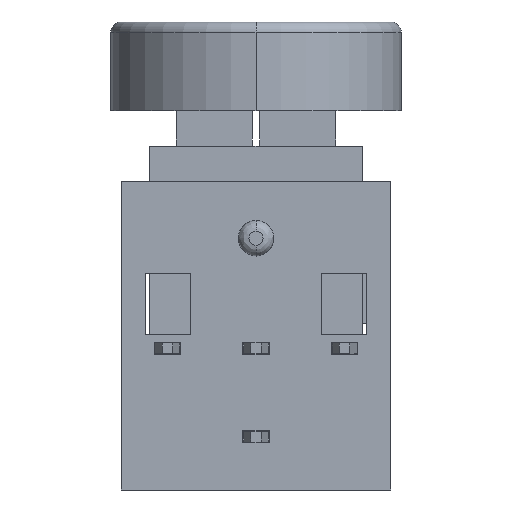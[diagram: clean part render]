
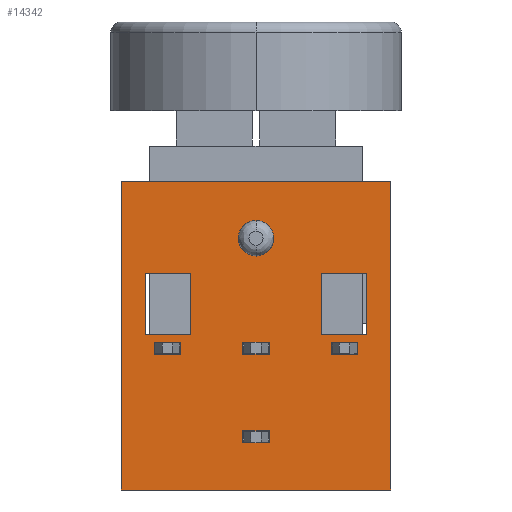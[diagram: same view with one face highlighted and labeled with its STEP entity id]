
A CAD part, front view. The second image highlights one B-rep face of the part: STEP entity #14342.
In plain terms, the highlighted planar face has unit normal (0, -1, 0).
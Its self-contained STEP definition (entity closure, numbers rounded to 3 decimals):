
#3091=DIRECTION('',(0.,0.,1.));
#3092=VECTOR('',#3091,8.7);
#3093=CARTESIAN_POINT('',(-3.8,0.,-4.35));
#3094=LINE('',#3093,#3092);
#3095=DIRECTION('',(1.,0.,0.));
#3096=VECTOR('',#3095,7.6);
#3097=CARTESIAN_POINT('',(-3.8,0.,4.35));
#3098=LINE('',#3097,#3096);
#3099=DIRECTION('',(0.,0.,-1.));
#3100=VECTOR('',#3099,8.7);
#3101=CARTESIAN_POINT('',(3.8,0.,4.35));
#3102=LINE('',#3101,#3100);
#3103=DIRECTION('',(-1.,0.,0.));
#3104=VECTOR('',#3103,7.6);
#3105=CARTESIAN_POINT('',(3.8,0.,-4.35));
#3106=LINE('',#3105,#3104);
#3107=CARTESIAN_POINT('',(0.,0.,2.75));
#3108=DIRECTION('',(0.,-1.,0.));
#3109=DIRECTION('',(0.,0.,1.));
#3110=AXIS2_PLACEMENT_3D('',#3107,#3108,#3109);
#3112=CARTESIAN_POINT('',(0.,0.,2.75));
#3113=DIRECTION('',(0.,-1.,0.));
#3114=DIRECTION('',(0.,0.,-1.));
#3115=AXIS2_PLACEMENT_3D('',#3112,#3113,#3114);
#3117=DIRECTION('',(-1.,0.,0.));
#3118=VECTOR('',#3117,0.74);
#3119=CARTESIAN_POINT('',(0.37,0.,-2.68));
#3120=LINE('',#3119,#3118);
#3121=DIRECTION('',(0.,0.,-1.));
#3122=VECTOR('',#3121,0.34);
#3123=CARTESIAN_POINT('',(-0.37,0.,-2.68));
#3124=LINE('',#3123,#3122);
#3125=DIRECTION('',(1.,0.,0.));
#3126=VECTOR('',#3125,0.74);
#3127=CARTESIAN_POINT('',(-0.37,0.,-3.02));
#3128=LINE('',#3127,#3126);
#3129=DIRECTION('',(0.,0.,1.));
#3130=VECTOR('',#3129,0.34);
#3131=CARTESIAN_POINT('',(0.37,0.,-3.02));
#3132=LINE('',#3131,#3130);
#3133=DIRECTION('',(0.,0.,-1.));
#3134=VECTOR('',#3133,0.34);
#3135=CARTESIAN_POINT('',(-2.87,0.,-0.18));
#3136=LINE('',#3135,#3134);
#3137=DIRECTION('',(1.,0.,0.));
#3138=VECTOR('',#3137,0.74);
#3139=CARTESIAN_POINT('',(-2.87,0.,-0.52));
#3140=LINE('',#3139,#3138);
#3141=DIRECTION('',(0.,0.,1.));
#3142=VECTOR('',#3141,0.34);
#3143=CARTESIAN_POINT('',(-2.13,0.,-0.52));
#3144=LINE('',#3143,#3142);
#3145=DIRECTION('',(-1.,0.,0.));
#3146=VECTOR('',#3145,0.74);
#3147=CARTESIAN_POINT('',(-2.13,0.,-0.18));
#3148=LINE('',#3147,#3146);
#3149=DIRECTION('',(0.,0.,-1.));
#3150=VECTOR('',#3149,0.34);
#3151=CARTESIAN_POINT('',(-0.37,0.,-0.18));
#3152=LINE('',#3151,#3150);
#3153=DIRECTION('',(1.,0.,0.));
#3154=VECTOR('',#3153,0.74);
#3155=CARTESIAN_POINT('',(-0.37,0.,-0.52));
#3156=LINE('',#3155,#3154);
#3157=DIRECTION('',(0.,0.,1.));
#3158=VECTOR('',#3157,0.34);
#3159=CARTESIAN_POINT('',(0.37,0.,-0.52));
#3160=LINE('',#3159,#3158);
#3161=DIRECTION('',(-1.,0.,0.));
#3162=VECTOR('',#3161,0.74);
#3163=CARTESIAN_POINT('',(0.37,0.,-0.18));
#3164=LINE('',#3163,#3162);
#3165=DIRECTION('',(0.,0.,-1.));
#3166=VECTOR('',#3165,0.34);
#3167=CARTESIAN_POINT('',(2.13,0.,-0.18));
#3168=LINE('',#3167,#3166);
#3169=DIRECTION('',(1.,0.,0.));
#3170=VECTOR('',#3169,0.74);
#3171=CARTESIAN_POINT('',(2.13,0.,-0.52));
#3172=LINE('',#3171,#3170);
#3173=DIRECTION('',(0.,0.,1.));
#3174=VECTOR('',#3173,0.34);
#3175=CARTESIAN_POINT('',(2.87,0.,-0.52));
#3176=LINE('',#3175,#3174);
#3177=DIRECTION('',(-1.,0.,0.));
#3178=VECTOR('',#3177,0.74);
#3179=CARTESIAN_POINT('',(2.87,0.,-0.18));
#3180=LINE('',#3179,#3178);
#3181=DIRECTION('',(0.,0.,1.));
#3182=VECTOR('',#3181,1.73);
#3183=CARTESIAN_POINT('',(3.13,0.,0.04));
#3184=LINE('',#3183,#3182);
#3185=DIRECTION('',(-1.,0.,0.));
#3186=VECTOR('',#3185,1.29);
#3187=CARTESIAN_POINT('',(3.13,0.,1.77));
#3188=LINE('',#3187,#3186);
#3189=DIRECTION('',(0.,0.,-1.));
#3190=VECTOR('',#3189,1.73);
#3191=CARTESIAN_POINT('',(1.84,0.,1.77));
#3192=LINE('',#3191,#3190);
#3193=DIRECTION('',(1.,0.,0.));
#3194=VECTOR('',#3193,1.29);
#3195=CARTESIAN_POINT('',(1.84,0.,0.04));
#3196=LINE('',#3195,#3194);
#3197=DIRECTION('',(1.,0.,0.));
#3198=VECTOR('',#3197,1.29);
#3199=CARTESIAN_POINT('',(-3.13,0.,0.04));
#3200=LINE('',#3199,#3198);
#3201=DIRECTION('',(0.,0.,1.));
#3202=VECTOR('',#3201,1.73);
#3203=CARTESIAN_POINT('',(-1.84,0.,0.04));
#3204=LINE('',#3203,#3202);
#3205=DIRECTION('',(-1.,0.,0.));
#3206=VECTOR('',#3205,1.29);
#3207=CARTESIAN_POINT('',(-1.84,0.,1.77));
#3208=LINE('',#3207,#3206);
#3209=DIRECTION('',(0.,0.,-1.));
#3210=VECTOR('',#3209,1.73);
#3211=CARTESIAN_POINT('',(-3.13,0.,1.77));
#3212=LINE('',#3211,#3210);
#8973=CARTESIAN_POINT('',(-3.8,0.,-4.35));
#8974=CARTESIAN_POINT('',(-3.8,0.,4.35));
#8975=VERTEX_POINT('',#8973);
#8976=VERTEX_POINT('',#8974);
#8977=CARTESIAN_POINT('',(3.8,0.,4.35));
#8978=VERTEX_POINT('',#8977);
#8979=CARTESIAN_POINT('',(3.8,0.,-4.35));
#8980=VERTEX_POINT('',#8979);
#9233=CARTESIAN_POINT('',(0.,0.,3.25));
#9234=CARTESIAN_POINT('',(0.,0.,2.25));
#9235=VERTEX_POINT('',#9233);
#9236=VERTEX_POINT('',#9234);
#9373=CARTESIAN_POINT('',(0.37,0.,-2.68));
#9374=CARTESIAN_POINT('',(-0.37,0.,-2.68));
#9375=VERTEX_POINT('',#9373);
#9376=VERTEX_POINT('',#9374);
#9377=CARTESIAN_POINT('',(-0.37,0.,-3.02));
#9378=VERTEX_POINT('',#9377);
#9379=CARTESIAN_POINT('',(0.37,0.,-3.02));
#9380=VERTEX_POINT('',#9379);
#9381=CARTESIAN_POINT('',(-2.87,0.,-0.18));
#9382=CARTESIAN_POINT('',(-2.87,0.,-0.52));
#9383=VERTEX_POINT('',#9381);
#9384=VERTEX_POINT('',#9382);
#9385=CARTESIAN_POINT('',(-2.13,0.,-0.52));
#9386=VERTEX_POINT('',#9385);
#9387=CARTESIAN_POINT('',(-2.13,0.,-0.18));
#9388=VERTEX_POINT('',#9387);
#9389=CARTESIAN_POINT('',(-0.37,0.,-0.18));
#9390=CARTESIAN_POINT('',(-0.37,0.,-0.52));
#9391=VERTEX_POINT('',#9389);
#9392=VERTEX_POINT('',#9390);
#9393=CARTESIAN_POINT('',(0.37,0.,-0.52));
#9394=VERTEX_POINT('',#9393);
#9395=CARTESIAN_POINT('',(0.37,0.,-0.18));
#9396=VERTEX_POINT('',#9395);
#9397=CARTESIAN_POINT('',(2.13,0.,-0.18));
#9398=CARTESIAN_POINT('',(2.13,0.,-0.52));
#9399=VERTEX_POINT('',#9397);
#9400=VERTEX_POINT('',#9398);
#9401=CARTESIAN_POINT('',(2.87,0.,-0.52));
#9402=VERTEX_POINT('',#9401);
#9403=CARTESIAN_POINT('',(2.87,0.,-0.18));
#9404=VERTEX_POINT('',#9403);
#9473=CARTESIAN_POINT('',(3.13,0.,0.04));
#9474=CARTESIAN_POINT('',(3.13,0.,1.77));
#9475=VERTEX_POINT('',#9473);
#9476=VERTEX_POINT('',#9474);
#9477=CARTESIAN_POINT('',(1.84,0.,1.77));
#9478=VERTEX_POINT('',#9477);
#9479=CARTESIAN_POINT('',(1.84,0.,0.04));
#9480=VERTEX_POINT('',#9479);
#9481=CARTESIAN_POINT('',(-3.13,0.,0.04));
#9482=CARTESIAN_POINT('',(-1.84,0.,0.04));
#9483=VERTEX_POINT('',#9481);
#9484=VERTEX_POINT('',#9482);
#9485=CARTESIAN_POINT('',(-1.84,0.,1.77));
#9486=VERTEX_POINT('',#9485);
#9487=CARTESIAN_POINT('',(-3.13,0.,1.77));
#9488=VERTEX_POINT('',#9487);
#14262=CARTESIAN_POINT('',(0.,0.,0.));
#14263=DIRECTION('',(0.,1.,0.));
#14264=DIRECTION('',(1.,0.,0.));
#14265=AXIS2_PLACEMENT_3D('',#14262,#14263,#14264);
#14266=PLANE('',#14265);
#14268=ORIENTED_EDGE('',*,*,#14267,.T.);
#14270=ORIENTED_EDGE('',*,*,#14269,.T.);
#14272=ORIENTED_EDGE('',*,*,#14271,.T.);
#14274=ORIENTED_EDGE('',*,*,#14273,.T.);
#14275=EDGE_LOOP('',(#14268,#14270,#14272,#14274));
#14276=FACE_OUTER_BOUND('',#14275,.F.);
#14278=ORIENTED_EDGE('',*,*,#14277,.T.);
#14280=ORIENTED_EDGE('',*,*,#14279,.T.);
#14281=EDGE_LOOP('',(#14278,#14280));
#14282=FACE_BOUND('',#14281,.F.);
#14284=ORIENTED_EDGE('',*,*,#14283,.T.);
#14286=ORIENTED_EDGE('',*,*,#14285,.T.);
#14288=ORIENTED_EDGE('',*,*,#14287,.T.);
#14290=ORIENTED_EDGE('',*,*,#14289,.T.);
#14291=EDGE_LOOP('',(#14284,#14286,#14288,#14290));
#14292=FACE_BOUND('',#14291,.F.);
#14294=ORIENTED_EDGE('',*,*,#14293,.T.);
#14296=ORIENTED_EDGE('',*,*,#14295,.T.);
#14298=ORIENTED_EDGE('',*,*,#14297,.T.);
#14300=ORIENTED_EDGE('',*,*,#14299,.T.);
#14301=EDGE_LOOP('',(#14294,#14296,#14298,#14300));
#14302=FACE_BOUND('',#14301,.F.);
#14304=ORIENTED_EDGE('',*,*,#14303,.T.);
#14306=ORIENTED_EDGE('',*,*,#14305,.T.);
#14308=ORIENTED_EDGE('',*,*,#14307,.T.);
#14310=ORIENTED_EDGE('',*,*,#14309,.T.);
#14311=EDGE_LOOP('',(#14304,#14306,#14308,#14310));
#14312=FACE_BOUND('',#14311,.F.);
#14314=ORIENTED_EDGE('',*,*,#14313,.T.);
#14316=ORIENTED_EDGE('',*,*,#14315,.T.);
#14318=ORIENTED_EDGE('',*,*,#14317,.T.);
#14320=ORIENTED_EDGE('',*,*,#14319,.T.);
#14321=EDGE_LOOP('',(#14314,#14316,#14318,#14320));
#14322=FACE_BOUND('',#14321,.F.);
#14324=ORIENTED_EDGE('',*,*,#14323,.T.);
#14326=ORIENTED_EDGE('',*,*,#14325,.T.);
#14328=ORIENTED_EDGE('',*,*,#14327,.T.);
#14330=ORIENTED_EDGE('',*,*,#14329,.T.);
#14331=EDGE_LOOP('',(#14324,#14326,#14328,#14330));
#14332=FACE_BOUND('',#14331,.F.);
#14334=ORIENTED_EDGE('',*,*,#14333,.T.);
#14336=ORIENTED_EDGE('',*,*,#14335,.T.);
#14337=ORIENTED_EDGE('',*,*,#14249,.T.);
#14339=ORIENTED_EDGE('',*,*,#14338,.T.);
#14340=EDGE_LOOP('',(#14334,#14336,#14337,#14339));
#14341=FACE_BOUND('',#14340,.F.);
#3111=CIRCLE('',#3110,0.5);
#3116=CIRCLE('',#3115,0.5);
#14249=EDGE_CURVE('',#9486,#9488,#3208,.T.);
#14267=EDGE_CURVE('',#8975,#8976,#3094,.T.);
#14269=EDGE_CURVE('',#8976,#8978,#3098,.T.);
#14271=EDGE_CURVE('',#8978,#8980,#3102,.T.);
#14273=EDGE_CURVE('',#8980,#8975,#3106,.T.);
#14277=EDGE_CURVE('',#9235,#9236,#3111,.T.);
#14279=EDGE_CURVE('',#9236,#9235,#3116,.T.);
#14283=EDGE_CURVE('',#9375,#9376,#3120,.T.);
#14285=EDGE_CURVE('',#9376,#9378,#3124,.T.);
#14287=EDGE_CURVE('',#9378,#9380,#3128,.T.);
#14289=EDGE_CURVE('',#9380,#9375,#3132,.T.);
#14293=EDGE_CURVE('',#9383,#9384,#3136,.T.);
#14295=EDGE_CURVE('',#9384,#9386,#3140,.T.);
#14297=EDGE_CURVE('',#9386,#9388,#3144,.T.);
#14299=EDGE_CURVE('',#9388,#9383,#3148,.T.);
#14303=EDGE_CURVE('',#9391,#9392,#3152,.T.);
#14305=EDGE_CURVE('',#9392,#9394,#3156,.T.);
#14307=EDGE_CURVE('',#9394,#9396,#3160,.T.);
#14309=EDGE_CURVE('',#9396,#9391,#3164,.T.);
#14313=EDGE_CURVE('',#9399,#9400,#3168,.T.);
#14315=EDGE_CURVE('',#9400,#9402,#3172,.T.);
#14317=EDGE_CURVE('',#9402,#9404,#3176,.T.);
#14319=EDGE_CURVE('',#9404,#9399,#3180,.T.);
#14323=EDGE_CURVE('',#9475,#9476,#3184,.T.);
#14325=EDGE_CURVE('',#9476,#9478,#3188,.T.);
#14327=EDGE_CURVE('',#9478,#9480,#3192,.T.);
#14329=EDGE_CURVE('',#9480,#9475,#3196,.T.);
#14333=EDGE_CURVE('',#9483,#9484,#3200,.T.);
#14335=EDGE_CURVE('',#9484,#9486,#3204,.T.);
#14338=EDGE_CURVE('',#9488,#9483,#3212,.T.);
#14342=ADVANCED_FACE('',(#14276,#14282,#14292,#14302,#14312,#14322,#14332,
#14341),#14266,.F.);
